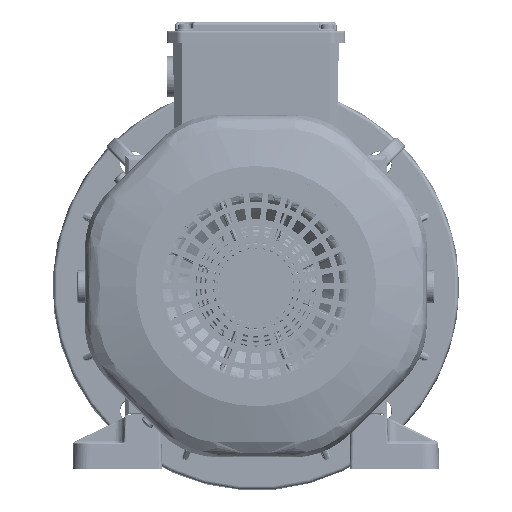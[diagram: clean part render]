
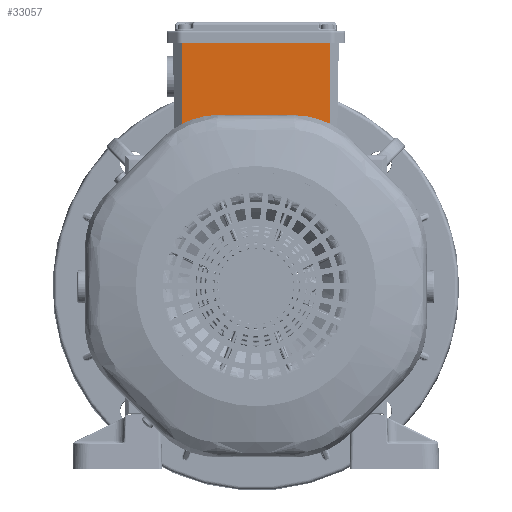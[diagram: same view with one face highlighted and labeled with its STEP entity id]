
A CAD part, top view. The second image highlights one B-rep face of the part: STEP entity #33057.
In plain terms, the highlighted planar face has unit normal (0, -0.018, 1).
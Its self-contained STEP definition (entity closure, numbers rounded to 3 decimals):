
#10209=PLANE('',#160858);
#17547=LINE('',#324980,#24913);
#17548=LINE('',#324982,#24914);
#17549=LINE('',#324984,#24915);
#17550=LINE('',#324986,#24916);
#24913=VECTOR('',#195336,1.);
#24914=VECTOR('',#195339,1.);
#24915=VECTOR('',#195340,1.);
#24916=VECTOR('',#195341,1.);
#33057=ADVANCED_FACE('',(#41489),#10209,.T.);
#41489=FACE_OUTER_BOUND('',#50041,.T.);
#50041=EDGE_LOOP('',(#100444,#100445,#100446,#100447));
#100444=ORIENTED_EDGE('',*,*,#141486,.T.);
#100445=ORIENTED_EDGE('',*,*,#141485,.F.);
#100446=ORIENTED_EDGE('',*,*,#141487,.F.);
#100447=ORIENTED_EDGE('',*,*,#141488,.T.);
#116501=VERTEX_POINT('',#324974);
#116504=VERTEX_POINT('',#324979);
#116505=VERTEX_POINT('',#324983);
#116506=VERTEX_POINT('',#324985);
#141485=EDGE_CURVE('',#116504,#116501,#17547,.T.);
#141486=EDGE_CURVE('',#116505,#116501,#17548,.T.);
#141487=EDGE_CURVE('',#116506,#116504,#17549,.T.);
#141488=EDGE_CURVE('',#116506,#116505,#17550,.T.);
#160858=AXIS2_PLACEMENT_3D('',#324987,#195342,#195343);
#195336=DIRECTION('',(-0.007,1.,0.017));
#195339=DIRECTION('',(-1.,0.,0.));
#195340=DIRECTION('',(-1.,0.,0.));
#195341=DIRECTION('',(0.007,1.,0.017));
#195342=DIRECTION('',(0.,-0.017,1.));
#195343=DIRECTION('',(0.,1.,0.017));
#324974=CARTESIAN_POINT('',(-45.548,149.5,75.408));
#324979=CARTESIAN_POINT('',(-45.172,97.5,74.5));
#324980=CARTESIAN_POINT('',(-45.172,97.5,74.5));
#324982=CARTESIAN_POINT('',(52.,149.5,75.408));
#324983=CARTESIAN_POINT('',(45.548,149.5,75.408));
#324984=CARTESIAN_POINT('',(45.172,97.5,74.5));
#324985=CARTESIAN_POINT('',(45.172,97.5,74.5));
#324986=CARTESIAN_POINT('',(45.172,97.5,74.5));
#324987=CARTESIAN_POINT('',(45.172,97.5,74.5));
